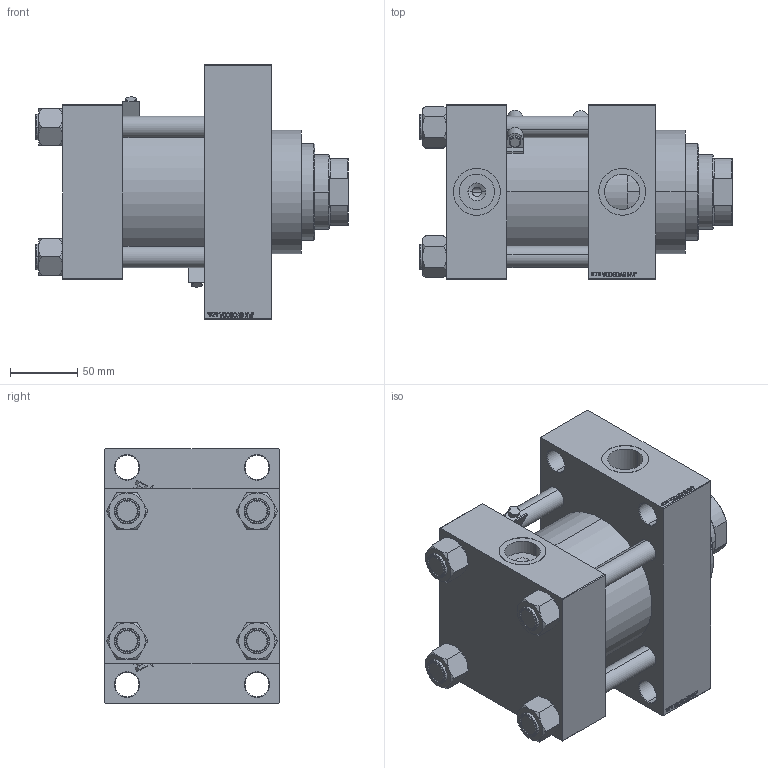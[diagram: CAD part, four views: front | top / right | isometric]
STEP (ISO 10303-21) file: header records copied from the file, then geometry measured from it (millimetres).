
FILE_DESCRIPTION (( 'STEP AP203' ), '1' );
FILE_NAME ('a2fe.STEP', '2024-02-07T05:30:36', ( '' ), ( '' ), 'SwSTEP 2.0', 'SolidWorks 2019', '' );
FILE_SCHEMA (( 'CONFIG_CONTROL_DESIGN' ));
Length unit declared in the file: millimetre
Products named in the file (7): MSRF_MSRG1 232015e8a7201aa69a618bae5b930367; V215CR_VCP_D 232015e8a7201aa69a618bae5b930367; V215_VC_A 232015e8a7201aa69a618bae5b930367; V215CR_D_TYCINKA 232015e8a7201aa69a618bae5b930367; NUT_M5_D 232015e8a7201aa69a618bae5b930367; V215CR_D_Body 232015e8a7201aa69a618bae5b930367; a2fe
Assembly tree (13 placements, depth 2):
  a2fe
    V215CR_D_Body 232015e8a7201aa69a618bae5b930367
    V215CR_VCP_D 232015e8a7201aa69a618bae5b930367
    NUT_M5_D 232015e8a7201aa69a618bae5b930367  x4
    V215CR_D_TYCINKA 232015e8a7201aa69a618bae5b930367  x4
    V215_VC_A 232015e8a7201aa69a618bae5b930367
    MSRF_MSRG1 232015e8a7201aa69a618bae5b930367  x2
Bounding box: 233 x 130 x 190 mm (x, y, z)
Volume: 2593427 mm3; surface area: 356830.6 mm2
Topology: 13 solids, 13 shells, 1215 faces, 3061 edges, 1989 vertices
Faces by surface type: plane 581, bspline 368, cone 142, cylinder 116, torus 8
Entity records: 48827 total; most frequent: CARTESIAN_POINT 25435, ORIENTED_EDGE 5236, DIRECTION 3416, EDGE_CURVE 2618, VERTEX_POINT 1719, LINE 1576, VECTOR 1576, EDGE_LOOP 1161
